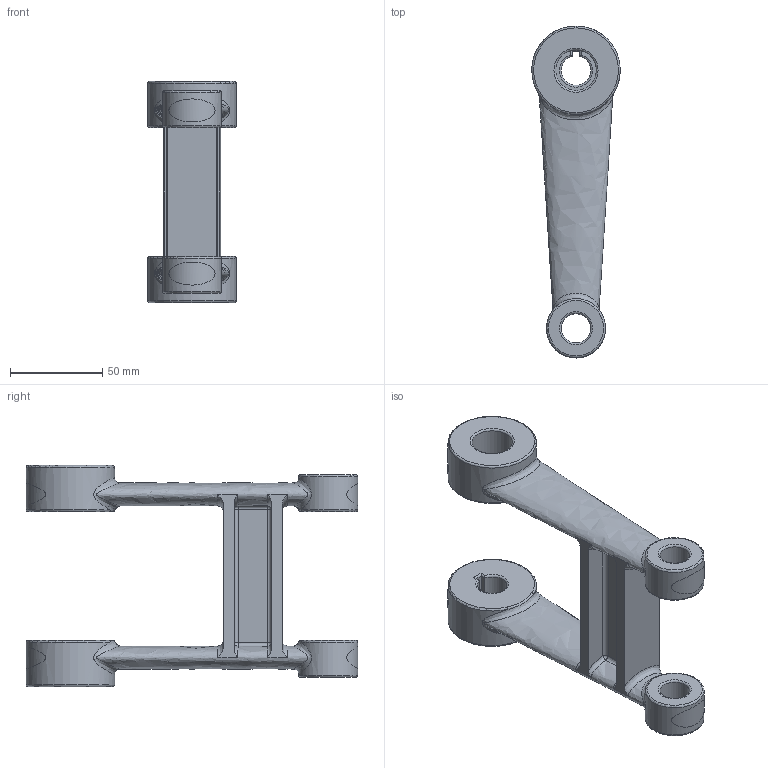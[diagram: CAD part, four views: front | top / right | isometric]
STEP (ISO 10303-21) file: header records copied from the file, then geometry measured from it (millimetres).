
FILE_DESCRIPTION (( 'STEP AP214' ), '1' );
FILE_NAME ('Part2.STEP', '2025-08-08T14:54:02', ( '' ), ( '' ), 'SwSTEP 2.0', 'SolidWorks 2025', '' );
FILE_SCHEMA (( 'AUTOMOTIVE_DESIGN' ));
Length unit declared in the file: millimetre
Products named in the file (1): Part2
Bounding box: 48 x 180 x 120 mm (x, y, z)
Volume: 198123.7 mm3; surface area: 50714.9 mm2
Topology: 1 solids, 1 shells, 105 faces, 261 edges, 160 vertices
Faces by surface type: plane 33, bspline 26, cylinder 22, torus 16, sphere 8
Full cylindrical faces by diameter (mm): 16 x2, 22 x1, 32 x2, 48 x2
Entity records: 9401 total; most frequent: CARTESIAN_POINT 7342, ORIENTED_EDGE 448, DIRECTION 332, EDGE_CURVE 224, VERTEX_POINT 150, AXIS2_PLACEMENT_3D 144, EDGE_LOOP 142, FACE_OUTER_BOUND 128
